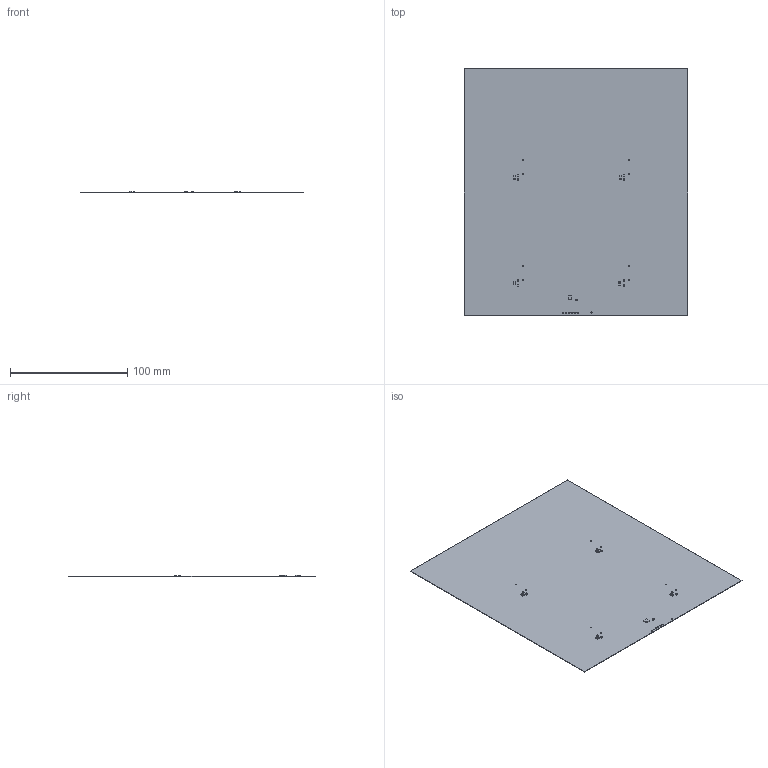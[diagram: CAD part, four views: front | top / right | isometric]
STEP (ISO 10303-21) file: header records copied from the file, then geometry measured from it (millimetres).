
FILE_DESCRIPTION(('Open CASCADE Model'),'2;1');
FILE_NAME('Open CASCADE Shape Model','2019-07-14T14:34:54',('Author'),( 'Open CASCADE'),'Open CASCADE STEP processor 6.8','Open CASCADE 6.8' ,'Unknown');
FILE_SCHEMA(('AUTOMOTIVE_DESIGN { 1 0 10303 214 1 1 1 1 }'));
Length unit declared in the file: millimetre
Products named in the file (40): PCB; Board; Cp1; 821187400; Extruded; 821187536; Cp2; Cp3; Cp4; Cs1; 821187672; 821187808; Cs2; Cs3; Cs4; Rp1; 881415840; Mid_Body; Terminal; Open_CASCADE_STEP_translator_6.8_3.2.1; Mark; Rp2; Rp3; Rp4; Rs1; 820915040; Rs2; Rs3; Rs4; C1; U1; 821187264
Assembly tree (70 placements, depth 5):
  PCB
    Board
    Cp1
      821187400
        Extruded
      821187536  x2
        Extruded
    Cp2
      821187400
        Extruded
      821187536  x2
        Extruded
    Cp3
      821187400
        Extruded
      821187536  x2
        Extruded
    Cp4
      821187400
        Extruded
      821187536  x2
        Extruded
    Cs1
      821187672
        Extruded
      821187808  x2
        Extruded
    Cs2
      821187672
        Extruded
      821187808  x2
        Extruded
    Cs3
      821187672
        Extruded
      821187808  x2
        Extruded
    Cs4
      821187672
        Extruded
      821187808  x2
        Extruded
    Rp1
      881415840
        Mid_Body
        Terminal  x2
          Open_CASCADE_STEP_translator_6.8_3.2.1
        Mark
    Rp2
      881415840
        Mid_Body
        Terminal  x2
          Open_CASCADE_STEP_translator_6.8_3.2.1
        Mark
    Rp3
      881415840
        Mid_Body
        Terminal  x2
          Open_CASCADE_STEP_translator_6.8_3.2.1
        Mark
Bounding box: 190 x 210 x 1.51 mm (x, y, z)
Volume: 16442 mm3; surface area: 80343.5 mm2
Topology: 61 solids, 61 shells, 445 faces, 969 edges, 646 vertices
Faces by surface type: plane 430, cylinder 15
Full cylindrical faces by diameter (mm): 1 x15
Entity records: 3742 total; most frequent: DIRECTION 575, CARTESIAN_POINT 521, ORIENTED_EDGE 426, EDGE_CURVE 213, AXIS2_PLACEMENT_3D 196, LINE 183, VECTOR 183, VERTEX_POINT 142
